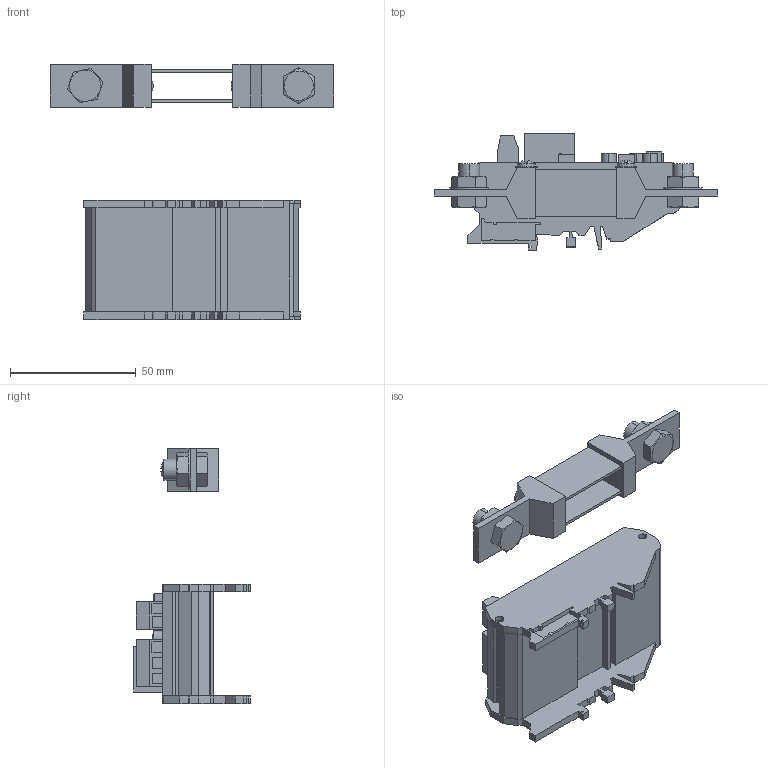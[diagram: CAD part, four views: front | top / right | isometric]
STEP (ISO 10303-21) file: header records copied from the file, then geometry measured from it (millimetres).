
FILE_DESCRIPTION (( 'STEP AP214' ), '1' );
FILE_NAME ('SRCN-C423-1_3D.step', '2023-09-13T23:37:16', ( '' ), ( '' ), 'SwSTEP 2.0', 'SolidWorks 2022', '' );
FILE_SCHEMA (( 'AUTOMOTIVE_DESIGN' ));
Length unit declared in the file: inch
Products named in the file (1): SRCN-C423-1_3D
Bounding box: 113 x 46.53 x 101.52 mm (x, y, z)
Volume: 57682.4 mm3; surface area: 40216.8 mm2
Topology: 2 solids, 2 shells, 674 faces, 1764 edges, 1172 vertices
Faces by surface type: plane 579, cylinder 85, cone 8, sphere 2
Entity records: 26231 total; most frequent: CARTESIAN_POINT 3773, ORIENTED_EDGE 3520, DIRECTION 3298, EDGE_CURVE 1760, VECTOR 1508, LINE 1508, VERTEX_POINT 1170, AXIS2_PLACEMENT_3D 895
